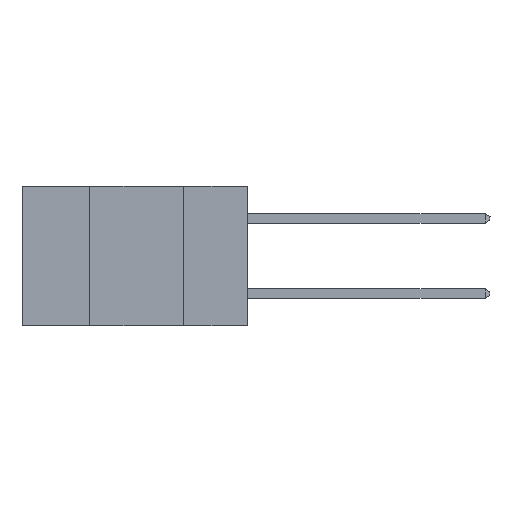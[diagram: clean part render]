
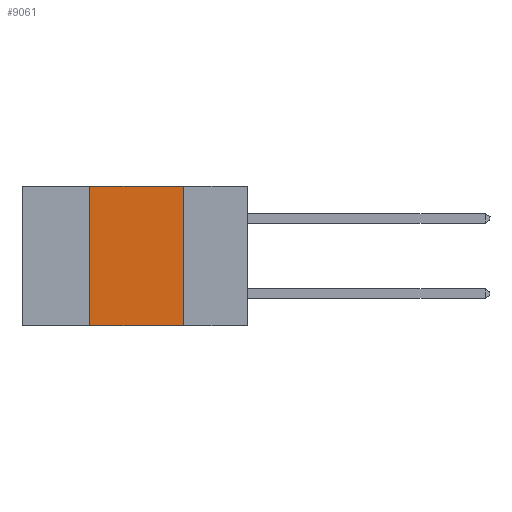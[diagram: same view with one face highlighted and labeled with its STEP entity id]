
A CAD part, left-side view. The second image highlights one B-rep face of the part: STEP entity #9061.
In plain terms, the highlighted planar face has unit normal (-1, 0, 0).
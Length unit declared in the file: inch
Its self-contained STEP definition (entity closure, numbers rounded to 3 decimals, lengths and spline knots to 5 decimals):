
#183 = ORIENTED_EDGE ( 'NONE', *, *, #14807, .F. ) ;
#386 = CARTESIAN_POINT ( 'NONE',  ( 0., 0.42, -0.37 ) ) ;
#1603 = LINE ( 'NONE', #386, #3302 ) ;
#2621 = CARTESIAN_POINT ( 'NONE',  ( 0., 0.42, 0. ) ) ;
#2687 = LINE ( 'NONE', #5460, #10469 ) ;
#3302 = VECTOR ( 'NONE', #14694, 39.37008 ) ;
#3919 = VERTEX_POINT ( 'NONE', #15206 ) ;
#4980 = VERTEX_POINT ( 'NONE', #2621 ) ;
#5460 = CARTESIAN_POINT ( 'NONE',  ( 0., 0.17, -0.37 ) ) ;
#5591 = EDGE_LOOP ( 'NONE', ( #183, #6622, #13092, #13175 ) ) ;
#5660 = AXIS2_PLACEMENT_3D ( 'NONE', #5708, #12241, #6058 ) ;
#5708 = CARTESIAN_POINT ( 'NONE',  ( 0., 0.6, 0. ) ) ;
#6058 = DIRECTION ( 'NONE',  ( 0., 0., -1. ) ) ;
#6622 = ORIENTED_EDGE ( 'NONE', *, *, #9047, .F. ) ;
#7952 = DIRECTION ( 'NONE',  ( 0., 0., -1. ) ) ;
#8367 = CARTESIAN_POINT ( 'NONE',  ( 0., 0.6, 0. ) ) ;
#8458 = EDGE_CURVE ( 'NONE', #12199, #4980, #1603, .T. ) ;
#8638 = PLANE ( 'NONE',  #5660 ) ;
#9047 = EDGE_CURVE ( 'NONE', #4980, #12916, #13985, .T. ) ;
#9061 = ADVANCED_FACE ( 'NONE', ( #15099 ), #8638, .F. ) ;
#10105 = CARTESIAN_POINT ( 'NONE',  ( 0., 0.6, -0.37 ) ) ;
#10212 = VECTOR ( 'NONE', #17030, 39.37008 ) ;
#10440 = LINE ( 'NONE', #10105, #10212 ) ;
#10469 = VECTOR ( 'NONE', #7952, 39.37008 ) ;
#12199 = VERTEX_POINT ( 'NONE', #13671 ) ;
#12241 = DIRECTION ( 'NONE',  ( 1., 0., 0. ) ) ;
#12888 = CARTESIAN_POINT ( 'NONE',  ( 0., 0.17, 0. ) ) ;
#12916 = VERTEX_POINT ( 'NONE', #12888 ) ;
#13092 = ORIENTED_EDGE ( 'NONE', *, *, #8458, .F. ) ;
#13105 = VECTOR ( 'NONE', #15277, 39.37008 ) ;
#13175 = ORIENTED_EDGE ( 'NONE', *, *, #15009, .T. ) ;
#13671 = CARTESIAN_POINT ( 'NONE',  ( 0., 0.42, -0.37 ) ) ;
#13985 = LINE ( 'NONE', #8367, #13105 ) ;
#14694 = DIRECTION ( 'NONE',  ( 0., 0., 1. ) ) ;
#14807 = EDGE_CURVE ( 'NONE', #12916, #3919, #2687, .T. ) ;
#15009 = EDGE_CURVE ( 'NONE', #12199, #3919, #10440, .T. ) ;
#15099 = FACE_OUTER_BOUND ( 'NONE', #5591, .T. ) ;
#15206 = CARTESIAN_POINT ( 'NONE',  ( 0., 0.17, -0.37 ) ) ;
#15277 = DIRECTION ( 'NONE',  ( 0., -1., 0. ) ) ;
#17030 = DIRECTION ( 'NONE',  ( 0., -1., 0. ) ) ;
